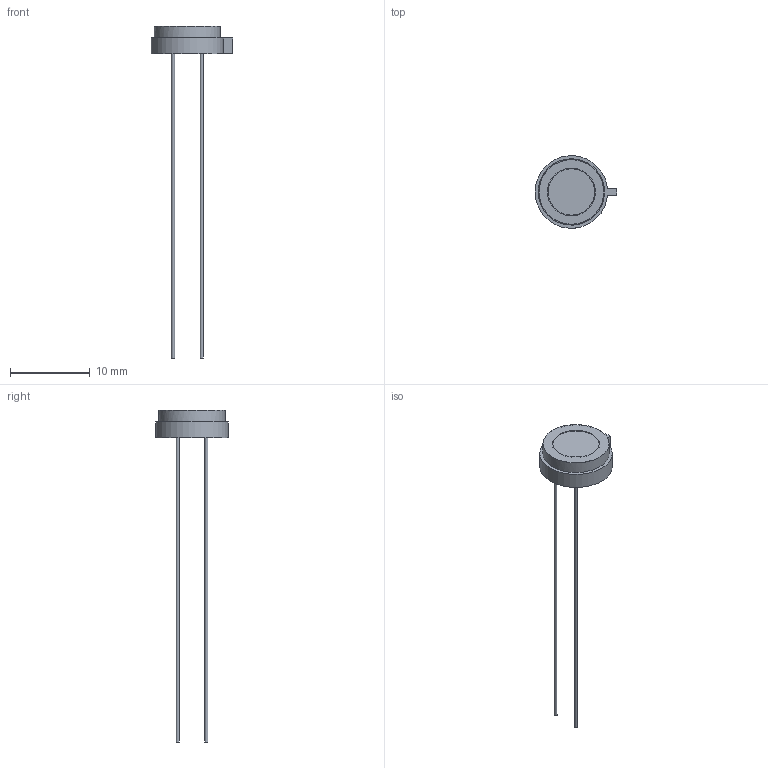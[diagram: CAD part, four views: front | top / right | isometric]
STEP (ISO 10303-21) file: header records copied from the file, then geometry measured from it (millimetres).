
FILE_DESCRIPTION(/* description */ (''),/* implementation_level */ '2;1');
FILE_NAME(/* name */ 'Thorlabs_FDS100.stp',/* time_stamp */ '2017-07-12T02:25:53+01:00',/* author */ ('yhlien'),/* organization */ (''),/* preprocessor_version */ 'ST-DEVELOPER v16.13',/* originating_system */ 'Autodesk Inventor 2018',/* authorisation */ '');
FILE_SCHEMA (('AUTOMOTIVE_DESIGN { 1 0 10303 214 3 1 1 }'));
Length unit declared in the file: millimetre
Products named in the file (1): Thorlabs_FDS100
Bounding box: 10.22 x 9.07 x 41.6 mm (x, y, z)
Volume: 155.6 mm3; surface area: 519 mm2
Topology: 1 solids, 2 shells, 21 faces, 34 edges, 23 vertices
Faces by surface type: plane 13, cylinder 8
Full cylindrical faces by diameter (mm): 0.4 x3, 5.8 x1, 6 x1, 8.1 x1, 8.3 x1
Entity records: 514 total; most frequent: DIRECTION 86, CARTESIAN_POINT 70, ORIENTED_EDGE 52, AXIS2_PLACEMENT_3D 38, EDGE_LOOP 34, EDGE_CURVE 26, VERTEX_POINT 22, FACE_OUTER_BOUND 21
